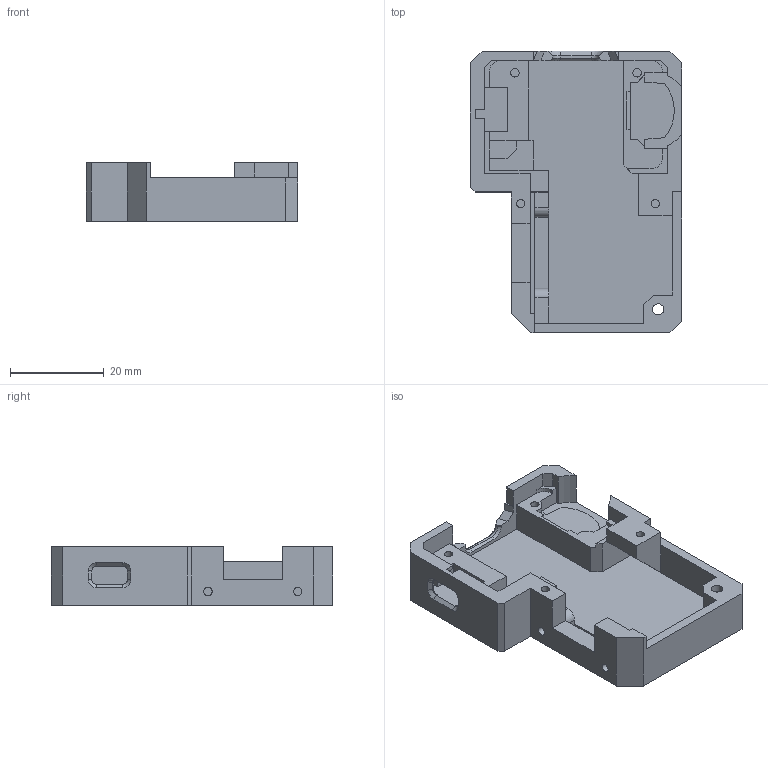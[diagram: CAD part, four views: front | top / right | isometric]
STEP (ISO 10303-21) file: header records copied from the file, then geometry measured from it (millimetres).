
FILE_DESCRIPTION(/* description */ (''),/* implementation_level */ '2;1');
FILE_NAME(/* name */ 'bottom_v7.step',/* time_stamp */ '2026-01-07T22:01:19+09:00',/* author */ (''),/* organization */ (''),/* preprocessor_version */ 'ST-DEVELOPER v20.1',/* originating_system */ 'Autodesk Translation Framework v14.21.0.0',/* authorisation */ '');
FILE_SCHEMA (('AUTOMOTIVE_DESIGN { 1 0 10303 214 3 1 1 }'));
Length unit declared in the file: millimetre
Products named in the file (1): MiMi-TaBu_v0.3
Bounding box: 45 x 60 x 12.56 mm (x, y, z)
Volume: 11471.4 mm3; surface area: 13546.8 mm2
Topology: 2 solids, 2 shells, 211 faces, 585 edges, 383 vertices
Faces by surface type: plane 179, cylinder 24, cone 8
Full cylindrical faces by diameter (mm): 1.8 x6, 2.4 x1, 5 x1
Entity records: 6696 total; most frequent: CARTESIAN_POINT 1180, ORIENTED_EDGE 1170, DIRECTION 1069, EDGE_CURVE 585, LINE 525, VECTOR 525, VERTEX_POINT 383, AXIS2_PLACEMENT_3D 272
